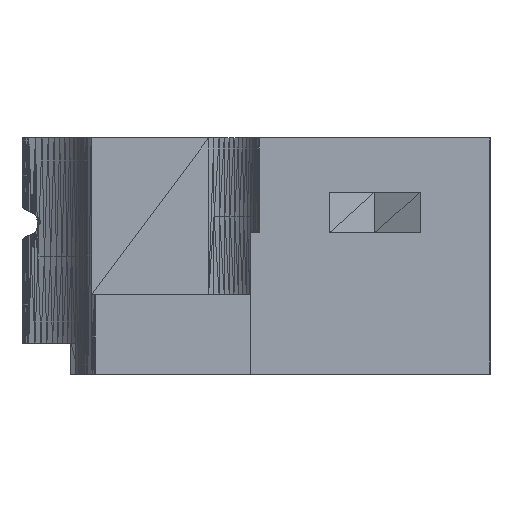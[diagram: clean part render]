
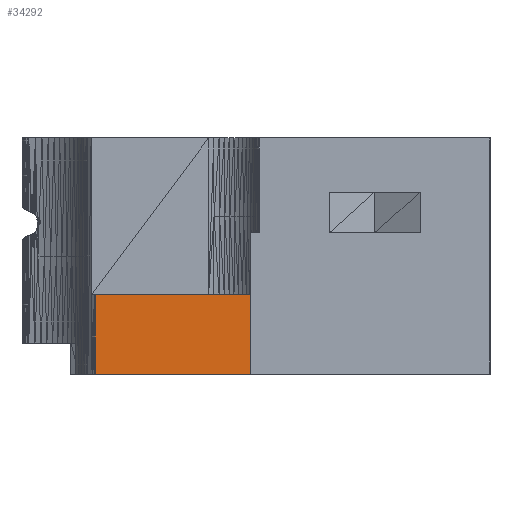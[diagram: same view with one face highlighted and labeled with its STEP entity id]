
A CAD part, left-side view. The second image highlights one B-rep face of the part: STEP entity #34292.
In plain terms, the highlighted planar face has unit normal (-1, 0, 0).
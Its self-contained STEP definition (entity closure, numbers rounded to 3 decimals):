
#269=PLANE('',#37282);
#3409=LINE('',#52063,#7927);
#3695=LINE('',#52634,#8213);
#3752=LINE('',#52749,#8270);
#3757=LINE('',#52758,#8275);
#3760=LINE('',#52764,#8278);
#3763=LINE('',#52770,#8281);
#3766=LINE('',#52776,#8284);
#3768=LINE('',#52780,#8286);
#3769=LINE('',#52782,#8287);
#7927=VECTOR('',#41206,10.);
#8213=VECTOR('',#41494,10.);
#8270=VECTOR('',#41607,10.);
#8275=VECTOR('',#41614,10.);
#8278=VECTOR('',#41619,10.);
#8281=VECTOR('',#41624,10.);
#8284=VECTOR('',#41629,10.);
#8286=VECTOR('',#41633,10.);
#8287=VECTOR('',#41636,10.);
#12162=FACE_OUTER_BOUND('',#14954,.T.);
#14954=EDGE_LOOP('',(#26122,#26123,#26124,#26125,#26126,#26127,#26128,#26129,
#26130));
#18266=VERTEX_POINT('',#52060);
#18267=VERTEX_POINT('',#52062);
#18551=VERTEX_POINT('',#52632);
#18581=VERTEX_POINT('',#52747);
#18584=VERTEX_POINT('',#52756);
#18586=VERTEX_POINT('',#52762);
#18588=VERTEX_POINT('',#52768);
#18590=VERTEX_POINT('',#52774);
#18591=VERTEX_POINT('',#52778);
#20481=EDGE_CURVE('',#18266,#18267,#3409,.T.);
#20767=EDGE_CURVE('',#18266,#18551,#3695,.T.);
#20824=EDGE_CURVE('',#18581,#18551,#3752,.T.);
#20829=EDGE_CURVE('',#18584,#18581,#3757,.T.);
#20832=EDGE_CURVE('',#18586,#18584,#3760,.T.);
#20835=EDGE_CURVE('',#18588,#18586,#3763,.T.);
#20838=EDGE_CURVE('',#18590,#18588,#3766,.T.);
#20840=EDGE_CURVE('',#18591,#18590,#3768,.T.);
#20841=EDGE_CURVE('',#18591,#18267,#3769,.T.);
#26122=ORIENTED_EDGE('',*,*,#20841,.T.);
#26123=ORIENTED_EDGE('',*,*,#20481,.F.);
#26124=ORIENTED_EDGE('',*,*,#20767,.T.);
#26125=ORIENTED_EDGE('',*,*,#20824,.F.);
#26126=ORIENTED_EDGE('',*,*,#20829,.F.);
#26127=ORIENTED_EDGE('',*,*,#20832,.F.);
#26128=ORIENTED_EDGE('',*,*,#20835,.F.);
#26129=ORIENTED_EDGE('',*,*,#20838,.F.);
#26130=ORIENTED_EDGE('',*,*,#20840,.F.);
#34292=ADVANCED_FACE('',(#12162),#269,.T.);
#37282=AXIS2_PLACEMENT_3D('',#52781,#41634,#41635);
#41206=DIRECTION('',(0.,1.,0.));
#41494=DIRECTION('',(0.,0.,1.));
#41607=DIRECTION('',(0.,-1.,0.));
#41614=DIRECTION('',(0.,-1.,0.));
#41619=DIRECTION('',(0.,-1.,0.));
#41624=DIRECTION('',(0.,-1.,0.));
#41629=DIRECTION('',(0.,-1.,0.));
#41633=DIRECTION('',(0.,-1.,0.));
#41634=DIRECTION('center_axis',(-1.,0.,
0.));
#41635=DIRECTION('ref_axis',(0.,0.,-1.));
#41636=DIRECTION('',(0.,0.,-1.));
#52060=CARTESIAN_POINT('',(70.,433.,-15.052));
#52062=CARTESIAN_POINT('',(70.,442.927,-15.052));
#52063=CARTESIAN_POINT('',(70.,462.733,-15.052));
#52632=CARTESIAN_POINT('',(70.,433.,-10.008));
#52634=CARTESIAN_POINT('',(70.,433.,-9.));
#52747=CARTESIAN_POINT('',(70.,435.744,-10.008));
#52749=CARTESIAN_POINT('',(70.,452.787,-10.008));
#52756=CARTESIAN_POINT('',(70.,436.415,-10.008));
#52758=CARTESIAN_POINT('',(70.,450.974,-10.008));
#52762=CARTESIAN_POINT('',(70.,437.341,-10.008));
#52764=CARTESIAN_POINT('',(70.,456.524,-10.008));
#52768=CARTESIAN_POINT('',(70.,438.662,-10.008));
#52770=CARTESIAN_POINT('',(70.,456.524,-10.008));
#52774=CARTESIAN_POINT('',(70.,440.623,-10.008));
#52776=CARTESIAN_POINT('',(70.,450.974,-10.008));
#52778=CARTESIAN_POINT('',(70.,442.927,-10.008));
#52780=CARTESIAN_POINT('',(70.,456.883,-10.008));
#52781=CARTESIAN_POINT('Origin',(70.,469.5,-9.));
#52782=CARTESIAN_POINT('',(70.,442.927,-11.002));
